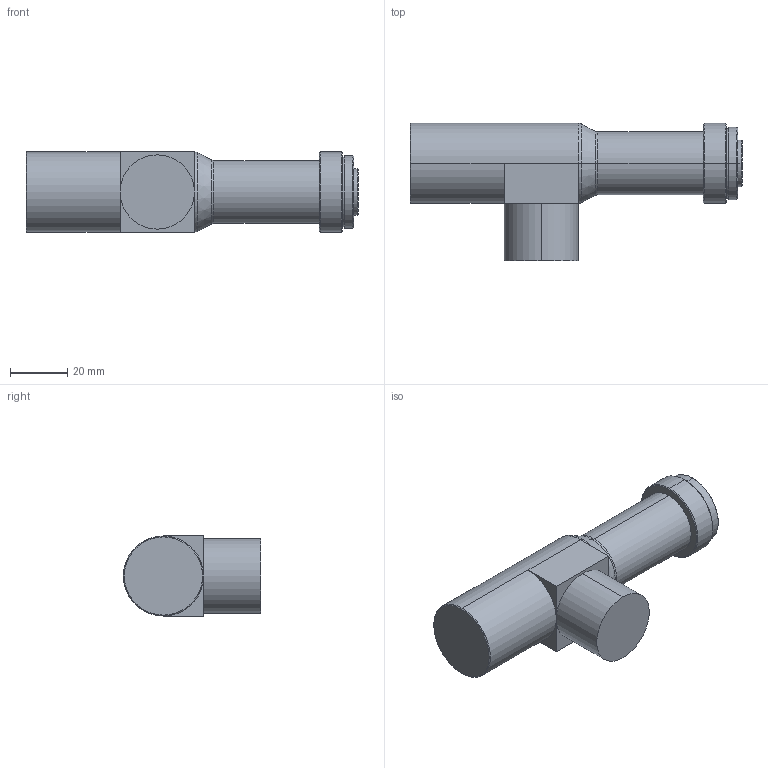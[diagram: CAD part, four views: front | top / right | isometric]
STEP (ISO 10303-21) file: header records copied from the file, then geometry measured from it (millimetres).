
FILE_DESCRIPTION (( 'STEP AP203' ), '1' );
FILE_NAME ('WWH25-63ATV3.STEP', '2021-05-10T10:45:17', ( 'Windows User' ), ( 'P R C' ), 'SwSTEP 2.0', 'SolidWorks 2017', '' );
FILE_SCHEMA (( 'CONFIG_CONTROL_DESIGN' ));
Length unit declared in the file: millimetre
Products named in the file (1): WWH25-63ATV3
Bounding box: 116.1 x 48 x 28 mm (x, y, z)
Volume: 73675.8 mm3; surface area: 13006.8 mm2
Topology: 1 solids, 1 shells, 46 faces, 92 edges, 52 vertices
Faces by surface type: cylinder 15, plane 15, cone 12, torus 4
Entity records: 1261 total; most frequent: DIRECTION 238, CARTESIAN_POINT 191, ORIENTED_EDGE 184, AXIS2_PLACEMENT_3D 99, EDGE_CURVE 92, VERTEX_POINT 52, CIRCLE 52, EDGE_LOOP 50
